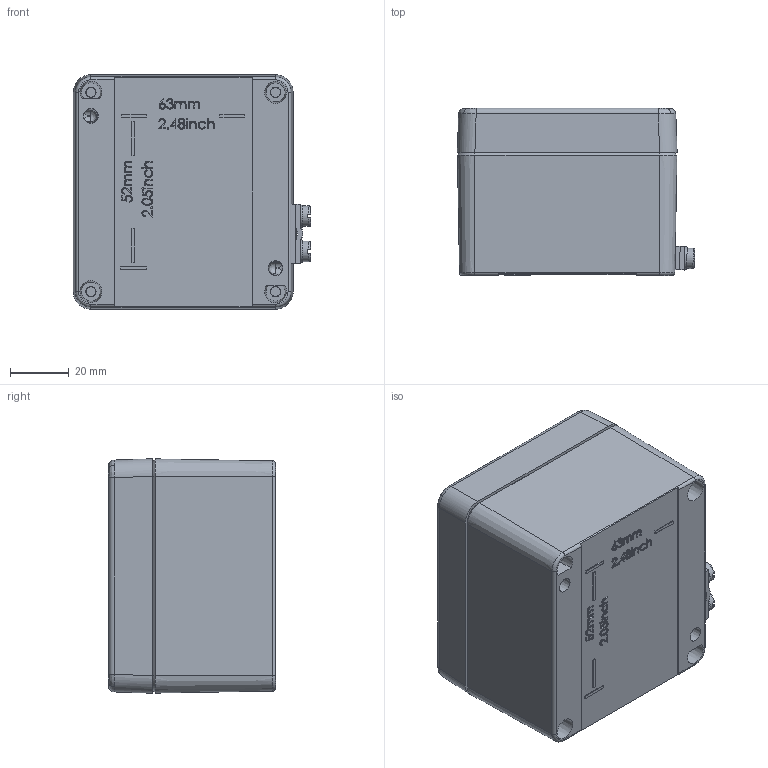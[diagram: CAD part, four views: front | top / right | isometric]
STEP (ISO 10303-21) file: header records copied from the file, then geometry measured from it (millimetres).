
FILE_DESCRIPTION(/* description */ (''),/* implementation_level */ '2;1');
FILE_NAME(/* name */ '15080806000-RST.stp',/* time_stamp */ '2021-09-06T15:11:54+02:00',/* author */ ('sl'),/* organization */ (''),/* preprocessor_version */ 'ST-DEVELOPER v16.5',/* originating_system */ 'Autodesk Inventor 2017',/* authorisation */ '');
FILE_SCHEMA (('AUTOMOTIVE_DESIGN { 1 0 10303 214 3 1 1 }'));
Products named in the file (12): Alu-Ex-Gehäuse-04-BG-0001-15_080806_000; Deckel-Alu-Ex-Gehäuse-04-BG-0002-15_080806_000; Deckel-Alu-Ex-Gehäuse-04-BG-0001-15_080806_000; Dichtlippe-Alu-Ex-Gehäuse-04-BG-0003-15_080806_000; UT-Alu-Ex-Gehäuse-04-BG-0003-15_080806_000; Dop-Erdungsschraube; Dop-Erdungsschraube-Teil1-95026; Dop-Erdungsschraube-Teil2-95026; Dop-Erdungsschraube-Teil3-95026; Dop-Erdungsschraube-Teil4-95026; UT-Alu-Ex-Gehäuse-04-BG-0002-15_080806_000; SchraubeM4x20-7
Assembly tree (16 placements, depth 4):
  Alu-Ex-Gehäuse-04-BG-0001-15_080806_000
    Deckel-Alu-Ex-Gehäuse-04-BG-0002-15_080806_000
      Deckel-Alu-Ex-Gehäuse-04-BG-0001-15_080806_000
      Dichtlippe-Alu-Ex-Gehäuse-04-BG-0003-15_080806_000
    UT-Alu-Ex-Gehäuse-04-BG-0003-15_080806_000
      Dop-Erdungsschraube
        Dop-Erdungsschraube-Teil1-95026
        Dop-Erdungsschraube-Teil2-95026
        Dop-Erdungsschraube-Teil3-95026  x2
        Dop-Erdungsschraube-Teil4-95026  x2
      UT-Alu-Ex-Gehäuse-04-BG-0002-15_080806_000
    SchraubeM4x20-7  x4
Bounding box: 81 x 57 x 80 mm (x, y, z)
Volume: 112938.4 mm3; surface area: 66672.3 mm2
Topology: 13 solids, 13 shells, 1095 faces, 2722 edges, 1737 vertices
Faces by surface type: plane 472, bspline 368, cylinder 153, cone 80, torus 22
Full cylindrical faces by diameter (mm): 1.8 x1, 1.9 x1, 3.3 x12, 3.52 x4, 4 x6, 4.4 x4, 5.95 x2, 6.15 x2, 7 x2, 10 x2
Entity records: 52409 total; most frequent: CARTESIAN_POINT 30736, ORIENTED_EDGE 4806, DIRECTION 3472, EDGE_CURVE 2403, VERTEX_POINT 1582, LINE 1288, VECTOR 1288, EDGE_LOOP 1213
